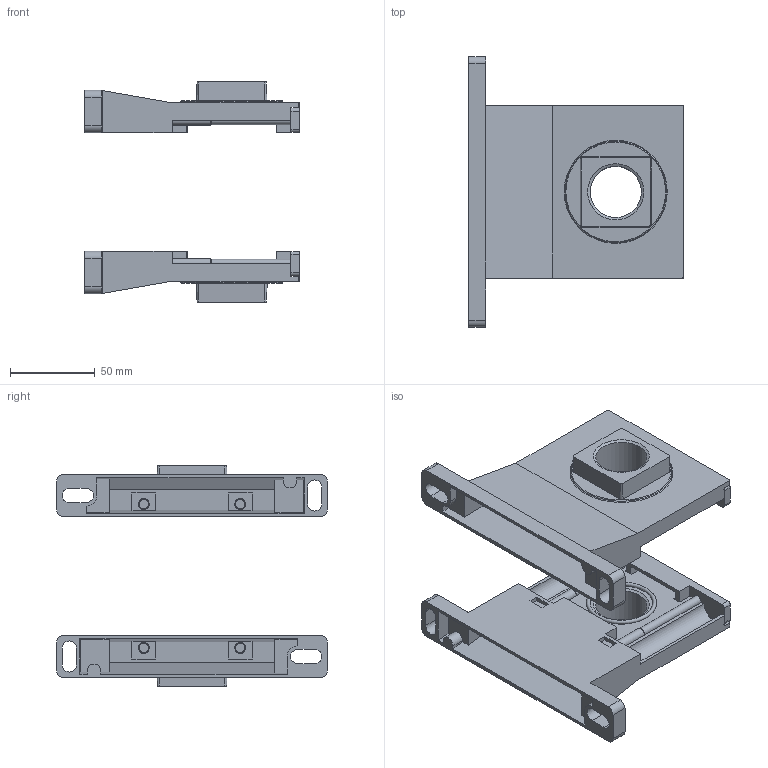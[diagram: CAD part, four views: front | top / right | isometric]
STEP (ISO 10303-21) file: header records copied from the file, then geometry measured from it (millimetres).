
FILE_DESCRIPTION( ( 'STEP AP203' ), ' ' );
FILE_NAME( '99004.0906.stp', '2017-03-09T15:06:56', ( '' ), ( '' ), ' ', 'PARTsolutions', ' ' );
FILE_SCHEMA( ( 'CONFIG_CONTROL_DESIGN' ) );
Length unit declared in the file: millimetre
Products named in the file (6): 99004.0906; _99004.0906_P1; _WK 103-4; _WK 103-2; _WK 103-3; _99004.0906_P2
Assembly tree (10 placements, depth 2):
  99004.0906
    _99004.0906_P1
    _WK 103-4  x2
    _WK 103-2  x2
    _WK 103-3  x4
    _99004.0906_P2
Bounding box: 127 x 160 x 130.2 mm (x, y, z)
Volume: 255445.9 mm3; surface area: 132976 mm2
Topology: 10 solids, 10 shells, 456 faces, 1136 edges, 714 vertices
Faces by surface type: plane 286, cylinder 128, cone 36, torus 6
Full cylindrical faces by diameter (mm): 4.917 x4, 5.387 x4, 6 x4, 6.4 x4, 6.5 x8, 11.3 x4, 30.291 x2, 36.9 x1, 42.1 x1
Entity records: 10393 total; most frequent: CARTESIAN_POINT 1763, DIRECTION 1760, ORIENTED_EDGE 1686, EDGE_CURVE 843, LINE 620, VECTOR 620, VERTEX_POINT 573, AXIS2_PLACEMENT_3D 570
